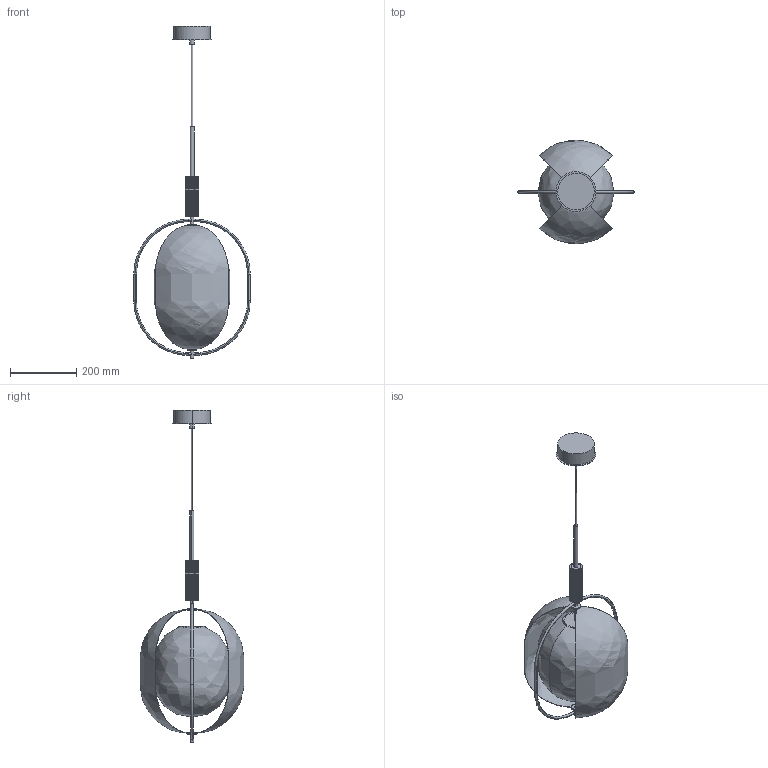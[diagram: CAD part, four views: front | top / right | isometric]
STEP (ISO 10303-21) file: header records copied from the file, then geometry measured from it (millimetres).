
FILE_DESCRIPTION(/* description */ (''),/* implementation_level */ '2;1');
FILE_NAME(/* name */ 'Pearl Pendant',/* time_stamp */ '2025-10-28T11:21:09+01:00',/* author */ (''),/* organization */ (''),/* preprocessor_version */ 'ST-DEVELOPER v16.5',/* originating_system */ 'Rhino 7.38',/* authorisation */ '');
FILE_SCHEMA (('CONFIG_CONTROL_DESIGN'));
Length unit declared in the file: millimetre
Products named in the file (1): Document
Bounding box: 350 x 313 x 1000 mm (x, y, z)
Volume: 557981 mm3; surface area: 746134 mm2
Topology: 38 solids, 43 shells, 276 faces, 590 edges, 385 vertices
Faces by surface type: plane 174, cylinder 88, bspline 14
Entity records: 7861 total; most frequent: CARTESIAN_POINT 3635, ORIENTED_EDGE 1134, EDGE_CURVE 576, VERTEX_POINT 379, B_SPLINE_CURVE_WITH_KNOTS 336, ADVANCED_FACE 276, FACE_OUTER_BOUND 276, EDGE_LOOP 276
